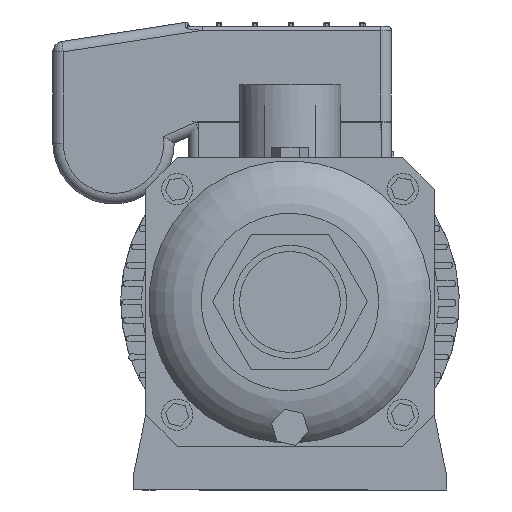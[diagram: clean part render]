
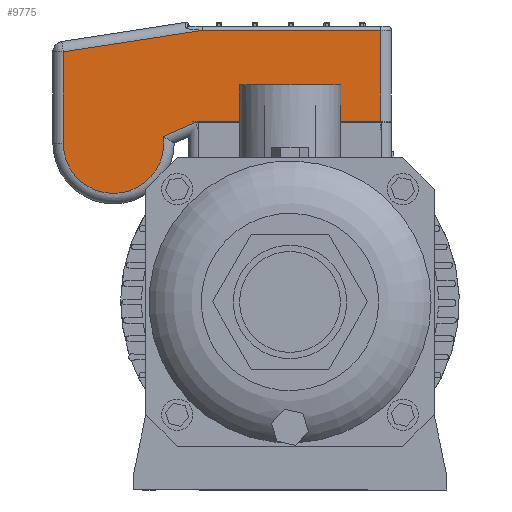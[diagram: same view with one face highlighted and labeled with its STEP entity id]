
A CAD part, left-side view. The second image highlights one B-rep face of the part: STEP entity #9775.
In plain terms, the highlighted planar face has unit normal (-1, 0, 0).
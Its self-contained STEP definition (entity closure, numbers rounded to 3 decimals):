
#514=PLANE($,#10624);
#987=FACE_OUTER_BOUND($,#1611,.T.);
#1611=EDGE_LOOP($,(#8580,#8581,#8582,#8583,#8584,#8585,#8586));
#2040=CIRCLE($,#10625,24.05);
#2928=LINE($,#16585,#3854);
#2930=LINE($,#16606,#3856);
#2931=LINE($,#16608,#3857);
#2932=LINE($,#16610,#3858);
#2933=LINE($,#16612,#3859);
#2934=LINE($,#16613,#3860);
#3854=VECTOR($,#13038,17.041);
#3856=VECTOR($,#13044,88.494);
#3857=VECTOR($,#13045,44.);
#3858=VECTOR($,#13046,85.336);
#3859=VECTOR($,#13047,67.453);
#3860=VECTOR($,#13048,43.712);
#4763=VERTEX_POINT($,#16582);
#4764=VERTEX_POINT($,#16584);
#4766=VERTEX_POINT($,#16603);
#4767=VERTEX_POINT($,#16605);
#4768=VERTEX_POINT($,#16607);
#4769=VERTEX_POINT($,#16609);
#4770=VERTEX_POINT($,#16611);
#6047=EDGE_CURVE($,#4763,#4764,#2928,.T.);
#6050=EDGE_CURVE($,#4766,#4764,#2040,.T.);
#6051=EDGE_CURVE($,#4767,#4763,#2930,.T.);
#6052=EDGE_CURVE($,#4768,#4767,#2931,.T.);
#6053=EDGE_CURVE($,#4769,#4768,#2932,.T.);
#6054=EDGE_CURVE($,#4770,#4769,#2933,.T.);
#6055=EDGE_CURVE($,#4766,#4770,#2934,.T.);
#8580=ORIENTED_EDGE($,*,*,#6050,.T.);
#8581=ORIENTED_EDGE($,*,*,#6047,.F.);
#8582=ORIENTED_EDGE($,*,*,#6051,.F.);
#8583=ORIENTED_EDGE($,*,*,#6052,.F.);
#8584=ORIENTED_EDGE($,*,*,#6053,.F.);
#8585=ORIENTED_EDGE($,*,*,#6054,.F.);
#8586=ORIENTED_EDGE($,*,*,#6055,.F.);
#9775=ADVANCED_FACE($,(#987),#514,.T.);
#10624=AXIS2_PLACEMENT_3D($,#16602,#13040,#13041);
#10625=AXIS2_PLACEMENT_3D($,#16604,#13042,#13043);
#13038=DIRECTION($,(0.,0.916,-0.4));
#13040=DIRECTION('center_axis',(-1.,0.,0.));
#13041=DIRECTION('ref_axis',(0.,0.,1.));
#13042=DIRECTION('center_axis',(-1.,0.,0.));
#13043=DIRECTION('ref_axis',(0.,0.,
-1.));
#13044=DIRECTION($,(0.,1.,0.));
#13045=DIRECTION($,(0.,0.,-1.));
#13046=DIRECTION($,(0.,-1.,0.));
#13047=DIRECTION($,(0.,-0.988,0.153));
#13048=DIRECTION($,(0.,0.,1.));
#16582=CARTESIAN_POINT('',(53.5,44.994,176.));
#16584=CARTESIAN_POINT('',(53.5,60.611,169.18));
#16585=CARTESIAN_POINT($,(53.5,-3.455,197.157));
#16602=CARTESIAN_POINT('Origin',(53.5,-48.5,197.5));
#16603=CARTESIAN_POINT('',(53.5,108.5,166.));
#16604=CARTESIAN_POINT('Origin',(53.5,84.45,166.));
#16605=CARTESIAN_POINT('',(53.5,-43.5,176.));
#16606=CARTESIAN_POINT($,(53.5,-8.,176.));
#16607=CARTESIAN_POINT('',(53.5,-43.5,220.));
#16608=CARTESIAN_POINT($,(53.5,-43.5,197.5));
#16609=CARTESIAN_POINT('',(53.5,41.836,220.));
#16610=CARTESIAN_POINT($,(53.5,-24.2,220.));
#16611=CARTESIAN_POINT('',(53.5,108.5,209.712));
#16612=CARTESIAN_POINT($,(53.5,18.665,223.576));
#16613=CARTESIAN_POINT($,(53.5,108.5,197.5));
